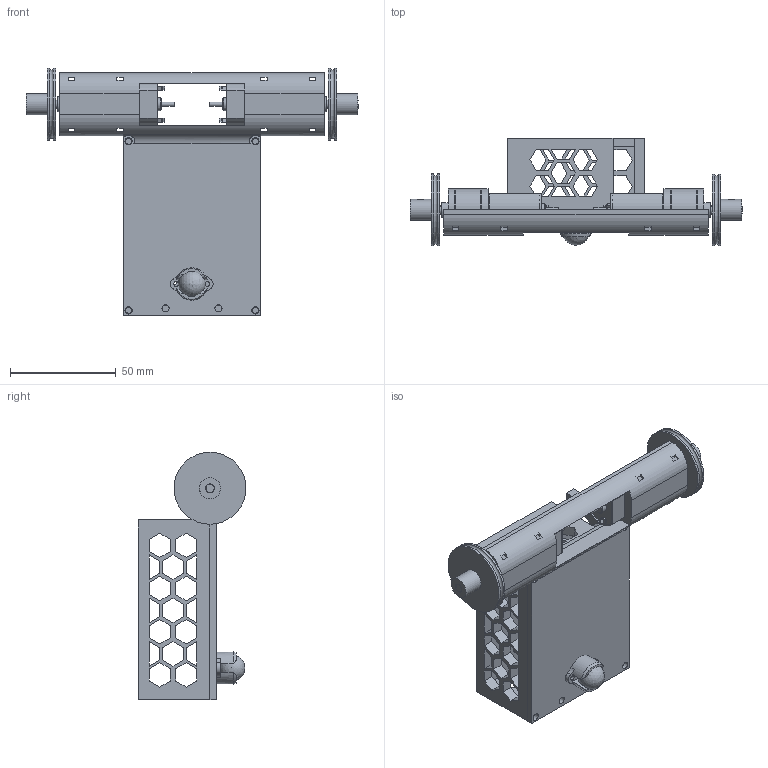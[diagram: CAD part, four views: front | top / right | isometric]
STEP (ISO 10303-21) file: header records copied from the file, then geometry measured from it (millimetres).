
FILE_DESCRIPTION(/* description */ (''),/* implementation_level */ '2;1');
FILE_NAME(/* name */ 'Robi v6.step',/* time_stamp */ '2025-06-30T14:13:34Z',/* author */ (''),/* organization */ (''),/* preprocessor_version */ 'ST-DEVELOPER v20.1',/* originating_system */ 'Autodesk Translation Framework v14.10.0.0',/* authorisation */ '');
FILE_SCHEMA (('AUTOMOTIVE_DESIGN { 1 0 10303 214 3 1 1 }'));
Products named in the file (6): Robi; 20d-metal-gearmotor-100-125-156-195-with-extended-motor-shaft; Rad; Basis 78; BatteryPack; pololu-ball-caster-with-0-500in-ball
Assembly tree (7 placements, depth 2):
  Robi
    20d-metal-gearmotor-100-125-156-195-with-extended-motor-shaft  x2
    Rad  x2
    Basis 78
    BatteryPack
    pololu-ball-caster-with-0-500in-ball
Bounding box: 157 x 51.01 x 117.01 mm (x, y, z)
Volume: 110736.8 mm3; surface area: 68200.2 mm2
Topology: 7 solids, 7 shells, 1539 faces, 4140 edges, 2759 vertices
Faces by surface type: plane 1031, bspline 355, cylinder 105, cone 28, torus 14, sphere 6
Full cylindrical faces by diameter (mm): 0.8 x4, 1.9 x4, 2 x2, 2.286 x2, 2.8 x8, 3 x4, 3.4 x9, 3.5 x8, 3.8 x4, 4 x2, 4.2 x4, 5.7 x3, 6.15 x2, 7 x2, 7.62 x1, 10 x2, 20 x6, 34 x4
Entity records: 47494 total; most frequent: CARTESIAN_POINT 18301, ORIENTED_EDGE 6346, DIRECTION 4704, EDGE_CURVE 3173, LINE 2368, VECTOR 2368, VERTEX_POINT 2116, EDGE_LOOP 1417
